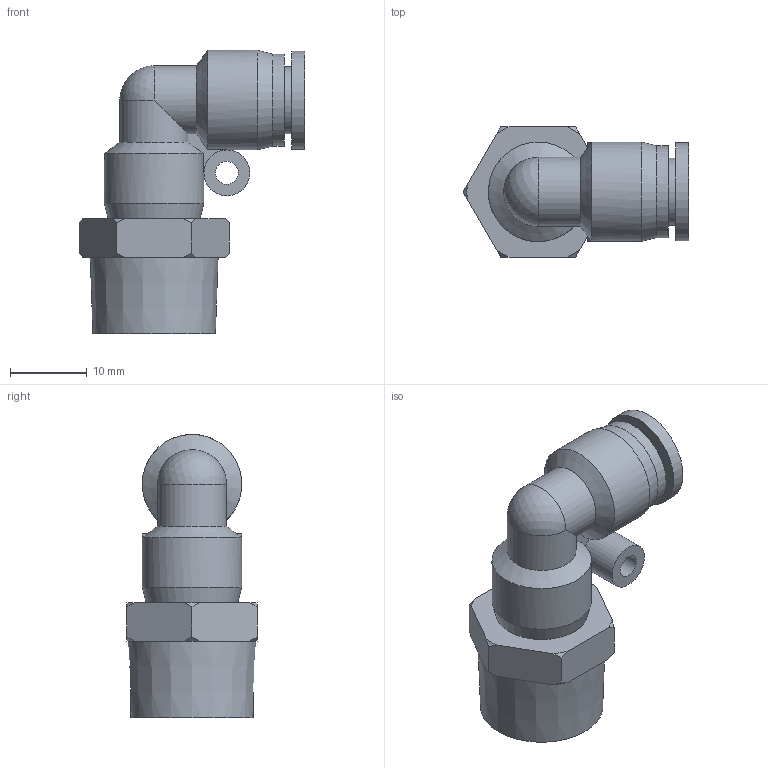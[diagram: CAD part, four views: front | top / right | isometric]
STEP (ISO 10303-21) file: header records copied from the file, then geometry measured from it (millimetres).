
FILE_DESCRIPTION(/* description */ (''),/* implementation_level */ '2;1');
FILE_NAME(/* name */ 'PL1-4-3-8NPT.stp',/* time_stamp */ '2025-06-13T14:52:03-04:00',/* author */ ('esanner'),/* organization */ (''),/* preprocessor_version */ 'ST-DEVELOPER v19',/* originating_system */ 'AutoCAD Mechanical',/* authorisation */ '');
FILE_SCHEMA (('AUTOMOTIVE_DESIGN { 1 0 10303 214 3 1 1 }'));
Length unit declared in the file: millimetre
Products named in the file (1): Product
Bounding box: 29.52 x 17 x 37 mm (x, y, z)
Volume: 4562.7 mm3; surface area: 4304.5 mm2
Topology: 1 solids, 1 shells, 54 faces, 133 edges, 86 vertices
Faces by surface type: plane 22, cone 17, cylinder 12, bspline 2, sphere 1
Full cylindrical faces by diameter (mm): 3 x1, 6 x1, 6.4 x1, 6.5 x1, 8.8 x1, 11.5 x1, 12 x1, 12.8 x1, 13 x2
Entity records: 1707 total; most frequent: CARTESIAN_POINT 441, ORIENTED_EDGE 266, DIRECTION 262, EDGE_CURVE 133, AXIS2_PLACEMENT_3D 107, VERTEX_POINT 86, EDGE_LOOP 63, FACE_OUTER_BOUND 54
